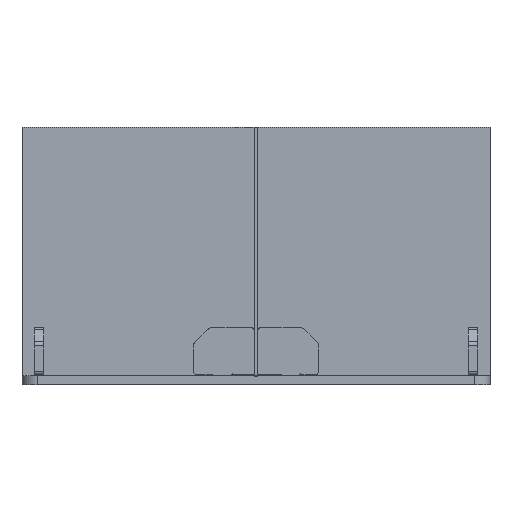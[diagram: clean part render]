
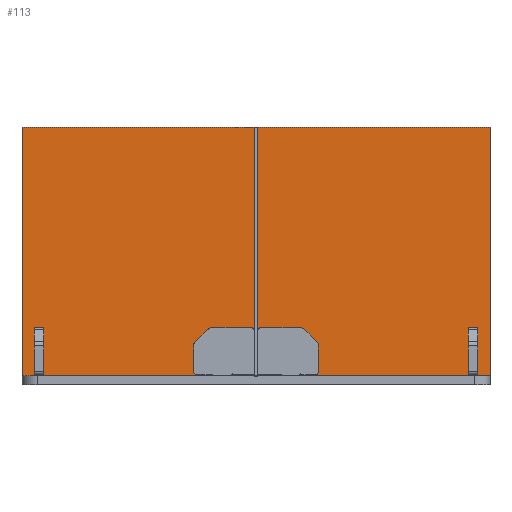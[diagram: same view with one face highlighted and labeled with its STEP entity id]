
A CAD part, front view. The second image highlights one B-rep face of the part: STEP entity #113.
In plain terms, the highlighted face is planar.
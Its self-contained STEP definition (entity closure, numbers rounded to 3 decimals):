
#113=ADVANCED_FACE('',(#259),#2497,.T.);
#259=FACE_OUTER_BOUND('',#405,.T.);
#405=EDGE_LOOP('',(#591,#592,#593,#594,#595,#596,#597,#598,#599,#600));
#591=ORIENTED_EDGE('',*,*,#1389,.F.);
#592=ORIENTED_EDGE('',*,*,#1395,.T.);
#593=ORIENTED_EDGE('',*,*,#1409,.T.);
#594=ORIENTED_EDGE('',*,*,#1407,.T.);
#595=ORIENTED_EDGE('',*,*,#1405,.F.);
#596=ORIENTED_EDGE('',*,*,#1410,.T.);
#597=ORIENTED_EDGE('',*,*,#1411,.T.);
#598=ORIENTED_EDGE('',*,*,#1412,.T.);
#599=ORIENTED_EDGE('',*,*,#1413,.T.);
#600=ORIENTED_EDGE('',*,*,#1414,.T.);
#1389=EDGE_CURVE('',#2217,#2218,#2089,.T.);
#1395=EDGE_CURVE('',#2217,#2222,#1807,.T.);
#1405=EDGE_CURVE('',#2230,#2231,#2092,.T.);
#1407=EDGE_CURVE('',#2232,#2231,#1817,.T.);
#1409=EDGE_CURVE('',#2222,#2232,#1819,.T.);
#1410=EDGE_CURVE('',#2230,#2233,#1820,.T.);
#1411=EDGE_CURVE('',#2233,#2234,#1821,.T.);
#1412=EDGE_CURVE('',#2234,#2235,#1822,.T.);
#1413=EDGE_CURVE('',#2235,#2236,#1823,.T.);
#1414=EDGE_CURVE('',#2236,#2218,#1824,.T.);
#1807=B_SPLINE_CURVE_WITH_KNOTS('',1,(#3035,#3036),.UNSPECIFIED.,.F.,.F.,
(2,2),(-195.,0.),.UNSPECIFIED.);
#1817=B_SPLINE_CURVE_WITH_KNOTS('',1,(#3061,#3062),.UNSPECIFIED.,.F.,.F.,
(2,2),(-195.,0.),.UNSPECIFIED.);
#1819=B_SPLINE_CURVE_WITH_KNOTS('',1,(#3065,#3066),.UNSPECIFIED.,.F.,.F.,
(2,2),(-5.,0.),.UNSPECIFIED.);
#1820=B_SPLINE_CURVE_WITH_KNOTS('',1,(#3067,#3068),.UNSPECIFIED.,.F.,.F.,
(2,2),(0.,367.5),.UNSPECIFIED.);
#1821=B_SPLINE_CURVE_WITH_KNOTS('',1,(#3069,#3070),.UNSPECIFIED.,.F.,.F.,
(2,2),(0.,400.),.UNSPECIFIED.);
#1822=B_SPLINE_CURVE_WITH_KNOTS('',1,(#3071,#3072),.UNSPECIFIED.,.F.,.F.,
(2,2),(0.,750.),.UNSPECIFIED.);
#1823=B_SPLINE_CURVE_WITH_KNOTS('',1,(#3073,#3074),.UNSPECIFIED.,.F.,.F.,
(2,2),(0.,400.),.UNSPECIFIED.);
#1824=B_SPLINE_CURVE_WITH_KNOTS('',1,(#3075,#3076),.UNSPECIFIED.,.F.,.F.,
(2,2),(0.,367.5),.UNSPECIFIED.);
#2089=(
BOUNDED_CURVE()
B_SPLINE_CURVE(2,(#3021,#3022,#3023),.UNSPECIFIED.,.F.,.F.)
B_SPLINE_CURVE_WITH_KNOTS((3,3),(0.,7.854),.UNSPECIFIED.)
CURVE()
GEOMETRIC_REPRESENTATION_ITEM()
RATIONAL_B_SPLINE_CURVE((1.,0.707,1.))
REPRESENTATION_ITEM('')
);
#2092=(
BOUNDED_CURVE()
B_SPLINE_CURVE(2,(#3056,#3057,#3058),.UNSPECIFIED.,.F.,.F.)
B_SPLINE_CURVE_WITH_KNOTS((3,3),(0.,7.854),.UNSPECIFIED.)
CURVE()
GEOMETRIC_REPRESENTATION_ITEM()
RATIONAL_B_SPLINE_CURVE((1.,0.707,1.))
REPRESENTATION_ITEM('')
);
#2217=VERTEX_POINT('',#3001);
#2218=VERTEX_POINT('',#3002);
#2222=VERTEX_POINT('',#3006);
#2230=VERTEX_POINT('',#3014);
#2231=VERTEX_POINT('',#3015);
#2232=VERTEX_POINT('',#3016);
#2233=VERTEX_POINT('',#3017);
#2234=VERTEX_POINT('',#3018);
#2235=VERTEX_POINT('',#3019);
#2236=VERTEX_POINT('',#3020);
#2497=PLANE('',#2747);
#2747=AXIS2_PLACEMENT_3D('',#2995,#2847,$);
#2847=DIRECTION('',(0.,0.,1.));
#2995=CARTESIAN_POINT('',(-450.12,-2.62,2.55));
#3001=CARTESIAN_POINT('',(-2.5,42.5,2.55));
#3002=CARTESIAN_POINT('',(-7.5,37.5,2.55));
#3006=CARTESIAN_POINT('',(-2.5,237.5,2.55));
#3014=CARTESIAN_POINT('',(7.5,37.5,2.55));
#3015=CARTESIAN_POINT('',(2.5,42.5,2.55));
#3016=CARTESIAN_POINT('',(2.5,237.5,2.55));
#3017=CARTESIAN_POINT('',(375.,37.5,2.55));
#3018=CARTESIAN_POINT('',(375.,437.5,2.55));
#3019=CARTESIAN_POINT('',(-375.,437.5,2.55));
#3020=CARTESIAN_POINT('',(-375.,37.5,2.55));
#3021=CARTESIAN_POINT('',(-2.5,42.5,2.55));
#3022=CARTESIAN_POINT('',(-2.5,37.5,2.55));
#3023=CARTESIAN_POINT('',(-7.5,37.5,2.55));
#3035=CARTESIAN_POINT('',(-2.5,42.5,2.55));
#3036=CARTESIAN_POINT('',(-2.5,237.5,2.55));
#3056=CARTESIAN_POINT('',(7.5,37.5,2.55));
#3057=CARTESIAN_POINT('',(2.5,37.5,2.55));
#3058=CARTESIAN_POINT('',(2.5,42.5,2.55));
#3061=CARTESIAN_POINT('',(2.5,237.5,2.55));
#3062=CARTESIAN_POINT('',(2.5,42.5,2.55));
#3065=CARTESIAN_POINT('',(-2.5,237.5,2.55));
#3066=CARTESIAN_POINT('',(2.5,237.5,2.55));
#3067=CARTESIAN_POINT('',(7.5,37.5,2.55));
#3068=CARTESIAN_POINT('',(375.,37.5,2.55));
#3069=CARTESIAN_POINT('',(375.,37.5,2.55));
#3070=CARTESIAN_POINT('',(375.,437.5,2.55));
#3071=CARTESIAN_POINT('',(375.,437.5,2.55));
#3072=CARTESIAN_POINT('',(-375.,437.5,2.55));
#3073=CARTESIAN_POINT('',(-375.,437.5,2.55));
#3074=CARTESIAN_POINT('',(-375.,37.5,2.55));
#3075=CARTESIAN_POINT('',(-375.,37.5,2.55));
#3076=CARTESIAN_POINT('',(-7.5,37.5,2.55));
